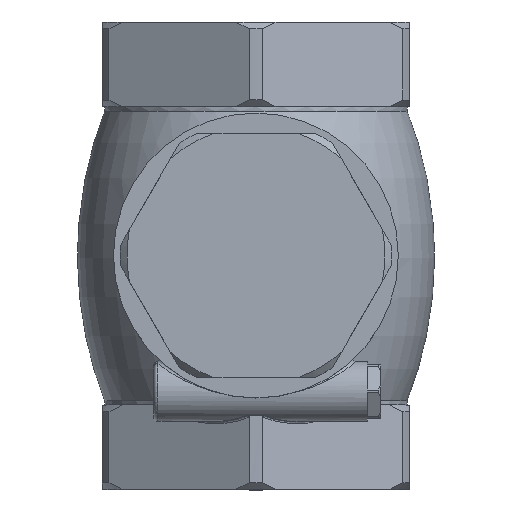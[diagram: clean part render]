
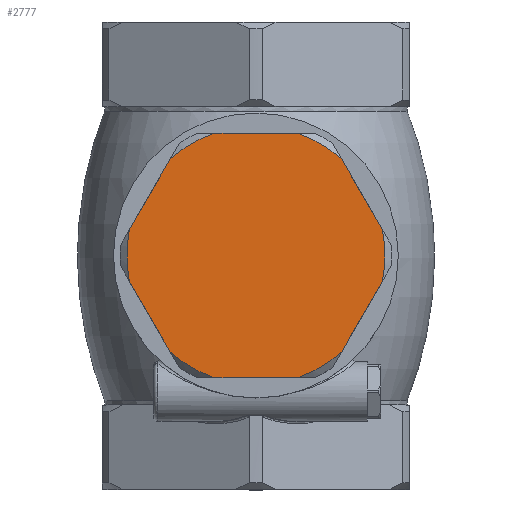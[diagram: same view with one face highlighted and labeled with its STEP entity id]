
A CAD part, top view. The second image highlights one B-rep face of the part: STEP entity #2777.
In plain terms, the highlighted planar face has unit normal (0, 0, 1).
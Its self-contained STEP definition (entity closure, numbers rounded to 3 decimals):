
#84=PLANE('',#2989);
#185=CIRCLE('',#2975,29.);
#187=CIRCLE('',#2978,29.);
#189=CIRCLE('',#2981,29.);
#191=CIRCLE('',#2984,29.);
#194=CIRCLE('',#2988,29.);
#195=CIRCLE('',#2990,29.);
#719=ORIENTED_EDGE('',*,*,#1144,.T.);
#720=ORIENTED_EDGE('',*,*,#1145,.T.);
#721=ORIENTED_EDGE('',*,*,#1146,.T.);
#722=ORIENTED_EDGE('',*,*,#1124,.T.);
#723=ORIENTED_EDGE('',*,*,#1147,.T.);
#724=ORIENTED_EDGE('',*,*,#1128,.T.);
#725=ORIENTED_EDGE('',*,*,#1148,.T.);
#726=ORIENTED_EDGE('',*,*,#1132,.T.);
#727=ORIENTED_EDGE('',*,*,#1149,.T.);
#728=ORIENTED_EDGE('',*,*,#1136,.T.);
#729=ORIENTED_EDGE('',*,*,#1150,.T.);
#730=ORIENTED_EDGE('',*,*,#1142,.T.);
#1124=EDGE_CURVE('',#1356,#1357,#185,.F.);
#1128=EDGE_CURVE('',#1360,#1361,#187,.F.);
#1132=EDGE_CURVE('',#1364,#1365,#189,.F.);
#1136=EDGE_CURVE('',#1368,#1369,#191,.F.);
#1142=EDGE_CURVE('',#1375,#1374,#194,.F.);
#1144=EDGE_CURVE('',#1374,#1376,#1468,.T.);
#1145=EDGE_CURVE('',#1376,#1377,#195,.F.);
#1146=EDGE_CURVE('',#1377,#1356,#1469,.T.);
#1147=EDGE_CURVE('',#1357,#1360,#1470,.T.);
#1148=EDGE_CURVE('',#1361,#1364,#1471,.T.);
#1149=EDGE_CURVE('',#1365,#1368,#1472,.T.);
#1150=EDGE_CURVE('',#1369,#1375,#1473,.T.);
#1356=VERTEX_POINT('',#4374);
#1357=VERTEX_POINT('',#4375);
#1360=VERTEX_POINT('',#4389);
#1361=VERTEX_POINT('',#4390);
#1364=VERTEX_POINT('',#4404);
#1365=VERTEX_POINT('',#4405);
#1368=VERTEX_POINT('',#4419);
#1369=VERTEX_POINT('',#4420);
#1374=VERTEX_POINT('',#4440);
#1375=VERTEX_POINT('',#4442);
#1376=VERTEX_POINT('',#4449);
#1377=VERTEX_POINT('',#4451);
#1468=LINE('',#4448,#1566);
#1469=LINE('',#4452,#1567);
#1470=LINE('',#4453,#1568);
#1471=LINE('',#4454,#1569);
#1472=LINE('',#4455,#1570);
#1473=LINE('',#4456,#1571);
#1566=VECTOR('',#3446,1000.);
#1567=VECTOR('',#3449,1000.);
#1568=VECTOR('',#3450,1000.);
#1569=VECTOR('',#3451,1000.);
#1570=VECTOR('',#3452,1000.);
#1571=VECTOR('',#3453,1000.);
#1683=EDGE_LOOP('',(#719,#720,#721,#722,#723,#724,#725,#726,#727,#728,#729,
#730));
#1819=FACE_BOUND('',#1683,.T.);
#2777=ADVANCED_FACE('',(#1819),#84,.F.);
#2975=AXIS2_PLACEMENT_3D('',#4373,#3416,#3417);
#2978=AXIS2_PLACEMENT_3D('',#4388,#3422,#3423);
#2981=AXIS2_PLACEMENT_3D('',#4403,#3428,#3429);
#2984=AXIS2_PLACEMENT_3D('',#4418,#3434,#3435);
#2988=AXIS2_PLACEMENT_3D('',#4441,#3442,#3443);
#2989=AXIS2_PLACEMENT_3D('',#4447,#3444,#3445);
#2990=AXIS2_PLACEMENT_3D('',#4450,#3447,#3448);
#3416=DIRECTION('',(0.,0.,-1.));
#3417=DIRECTION('',(-1.,0.,0.));
#3422=DIRECTION('',(0.,0.,-1.));
#3423=DIRECTION('',(-1.,0.,0.));
#3428=DIRECTION('',(0.,0.,-1.));
#3429=DIRECTION('',(-1.,0.,0.));
#3434=DIRECTION('',(0.,0.,-1.));
#3435=DIRECTION('',(-1.,0.,0.));
#3442=DIRECTION('',(0.,0.,-1.));
#3443=DIRECTION('',(-1.,0.,0.));
#3444=DIRECTION('',(0.,0.,-1.));
#3445=DIRECTION('',(-1.,0.,0.));
#3446=DIRECTION('',(-1.,0.,0.));
#3447=DIRECTION('',(0.,0.,-1.));
#3448=DIRECTION('',(-1.,0.,0.));
#3449=DIRECTION('',(-0.5,-0.866,0.));
#3450=DIRECTION('',(0.5,-0.866,0.));
#3451=DIRECTION('',(1.,0.,0.));
#3452=DIRECTION('',(0.5,0.866,0.));
#3453=DIRECTION('',(-0.5,0.866,0.));
#4373=CARTESIAN_POINT('',(0.,0.,69.));
#4374=CARTESIAN_POINT('',(-28.419,5.777,69.));
#4375=CARTESIAN_POINT('',(-28.419,-5.777,69.));
#4388=CARTESIAN_POINT('',(0.,0.,69.));
#4389=CARTESIAN_POINT('',(-19.213,-21.723,69.));
#4390=CARTESIAN_POINT('',(-9.206,-27.5,69.));
#4403=CARTESIAN_POINT('',(0.,0.,69.));
#4404=CARTESIAN_POINT('',(9.206,-27.5,69.));
#4405=CARTESIAN_POINT('',(19.213,-21.723,69.));
#4418=CARTESIAN_POINT('',(0.,0.,69.));
#4419=CARTESIAN_POINT('',(28.419,-5.777,69.));
#4420=CARTESIAN_POINT('',(28.419,5.777,69.));
#4440=CARTESIAN_POINT('',(9.206,27.5,69.));
#4441=CARTESIAN_POINT('',(0.,0.,69.));
#4442=CARTESIAN_POINT('',(19.213,21.723,69.));
#4447=CARTESIAN_POINT('',(0.,0.,69.));
#4448=CARTESIAN_POINT('',(15.877,27.5,69.));
#4449=CARTESIAN_POINT('',(-9.206,27.5,69.));
#4450=CARTESIAN_POINT('',(0.,0.,69.));
#4451=CARTESIAN_POINT('',(-19.213,21.723,69.));
#4452=CARTESIAN_POINT('',(-15.877,27.5,69.));
#4453=CARTESIAN_POINT('',(-31.754,0.,69.));
#4454=CARTESIAN_POINT('',(-15.877,-27.5,69.));
#4455=CARTESIAN_POINT('',(15.877,-27.5,69.));
#4456=CARTESIAN_POINT('',(31.754,0.,69.));
